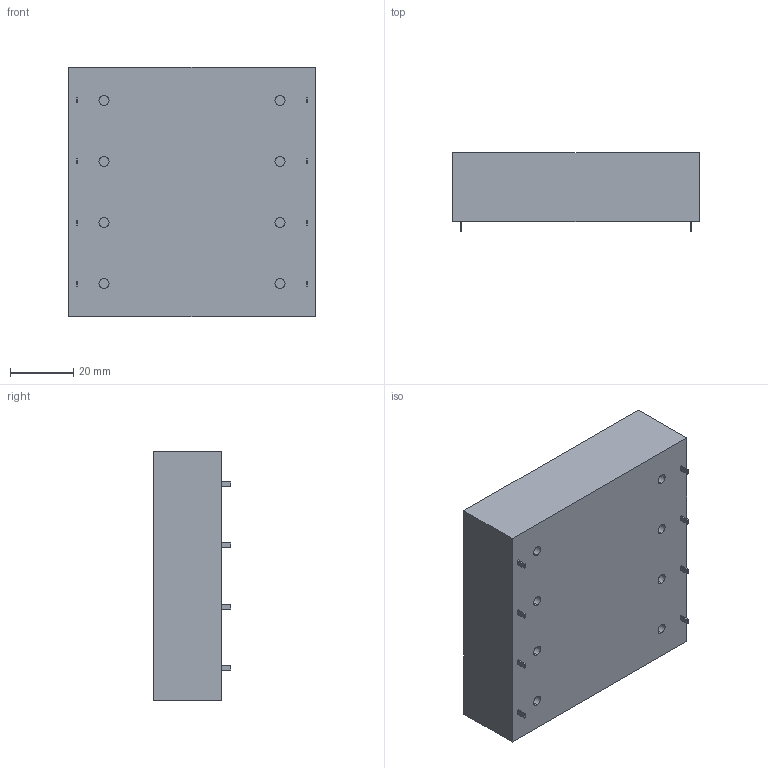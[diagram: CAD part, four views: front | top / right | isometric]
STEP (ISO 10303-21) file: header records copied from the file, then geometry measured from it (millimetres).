
FILE_DESCRIPTION (( 'STEP AP203' ), '1' );
FILE_NAME ('BK-18650-PC8.STEP', '2014-08-22T18:29:43', ( 'Intern' ), ( '' ), 'SwSTEP 2.0', 'SolidWorks 2012', '' );
FILE_SCHEMA (( 'CONFIG_CONTROL_DESIGN' ));
Length unit declared in the file: inch
Products named in the file (1): BK-18650-PC8
Bounding box: 77.98 x 24.61 x 78.74 mm (x, y, z)
Volume: 132250.9 mm3; surface area: 19551.5 mm2
Topology: 1 solids, 1 shells, 70 faces, 156 edges, 104 vertices
Faces by surface type: plane 54, cylinder 16
Entity records: 2011 total; most frequent: CARTESIAN_POINT 331, DIRECTION 330, ORIENTED_EDGE 312, EDGE_CURVE 156, LINE 124, VECTOR 124, VERTEX_POINT 104, AXIS2_PLACEMENT_3D 103
